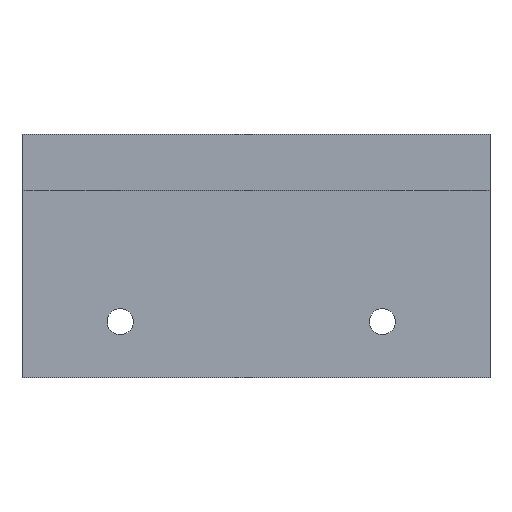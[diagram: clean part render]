
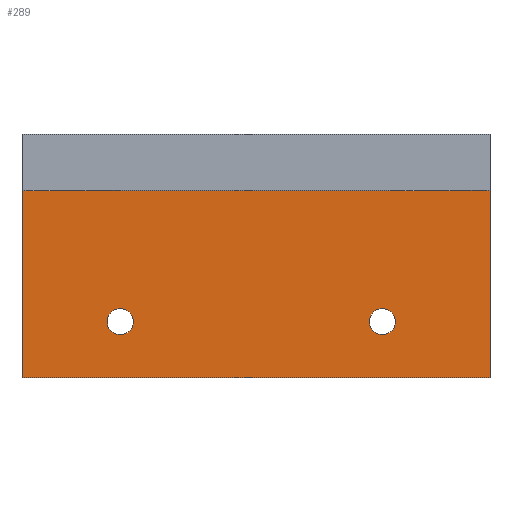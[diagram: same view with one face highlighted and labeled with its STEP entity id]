
A CAD part, top view. The second image highlights one B-rep face of the part: STEP entity #289.
In plain terms, the highlighted planar face has unit normal (0, 0, 1).
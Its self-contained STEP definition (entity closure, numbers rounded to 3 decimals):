
#21=FACE_BOUND('',#72,.T.);
#22=FACE_BOUND('',#73,.T.);
#33=PLANE('',#331);
#49=FACE_OUTER_BOUND('',#71,.T.);
#71=EDGE_LOOP('',(#257,#258,#259,#260));
#72=EDGE_LOOP('',(#261));
#73=EDGE_LOOP('',(#262));
#83=LINE('',#457,#107);
#95=LINE('',#482,#119);
#98=LINE('',#486,#122);
#100=LINE('',#489,#124);
#107=VECTOR('',#383,10.);
#119=VECTOR('',#401,10.);
#122=VECTOR('',#406,10.);
#124=VECTOR('',#410,10.);
#126=CIRCLE('',#307,1.4);
#128=CIRCLE('',#310,1.4);
#138=VERTEX_POINT('',#419);
#140=VERTEX_POINT('',#425);
#149=VERTEX_POINT('',#455);
#150=VERTEX_POINT('',#456);
#159=VERTEX_POINT('',#479);
#160=VERTEX_POINT('',#481);
#163=EDGE_CURVE('',#138,#138,#126,.T.);
#166=EDGE_CURVE('',#140,#140,#128,.T.);
#179=EDGE_CURVE('',#149,#150,#83,.T.);
#191=EDGE_CURVE('',#160,#159,#95,.T.);
#194=EDGE_CURVE('',#150,#160,#98,.T.);
#196=EDGE_CURVE('',#159,#149,#100,.T.);
#257=ORIENTED_EDGE('',*,*,#196,.T.);
#258=ORIENTED_EDGE('',*,*,#179,.T.);
#259=ORIENTED_EDGE('',*,*,#194,.T.);
#260=ORIENTED_EDGE('',*,*,#191,.T.);
#261=ORIENTED_EDGE('',*,*,#163,.T.);
#262=ORIENTED_EDGE('',*,*,#166,.T.);
#289=ADVANCED_FACE('',(#49,#21,#22),#33,.T.);
#307=AXIS2_PLACEMENT_3D('',#421,#340,#341);
#310=AXIS2_PLACEMENT_3D('',#427,#347,#348);
#331=AXIS2_PLACEMENT_3D('',#490,#411,#412);
#340=DIRECTION('center_axis',(0.,0.,-1.));
#341=DIRECTION('ref_axis',(1.,0.,0.));
#347=DIRECTION('center_axis',(0.,0.,-1.));
#348=DIRECTION('ref_axis',(1.,0.,0.));
#383=DIRECTION('',(-1.,0.,0.));
#401=DIRECTION('',(1.,0.,0.));
#406=DIRECTION('',(0.,-1.,0.));
#410=DIRECTION('',(0.,1.,0.));
#411=DIRECTION('center_axis',(0.,0.,1.));
#412=DIRECTION('ref_axis',(1.,0.,0.));
#419=CARTESIAN_POINT('',(12.1,-4.,3.));
#421=CARTESIAN_POINT('Origin',(13.5,-4.,3.));
#425=CARTESIAN_POINT('',(-15.9,-4.,3.));
#427=CARTESIAN_POINT('Origin',(-14.5,-4.,3.));
#455=CARTESIAN_POINT('',(25.,10.,3.));
#456=CARTESIAN_POINT('',(-25.,10.,3.));
#457=CARTESIAN_POINT('',(25.,10.,3.));
#479=CARTESIAN_POINT('',(25.,-10.,3.));
#481=CARTESIAN_POINT('',(-25.,-10.,3.));
#482=CARTESIAN_POINT('',(25.,-10.,3.));
#486=CARTESIAN_POINT('',(-25.,-10.,3.));
#489=CARTESIAN_POINT('',(25.,10.,3.));
#490=CARTESIAN_POINT('Origin',(0.,0.,3.));
